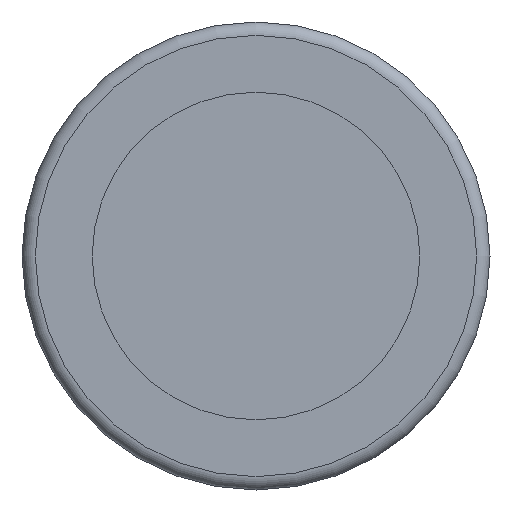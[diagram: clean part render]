
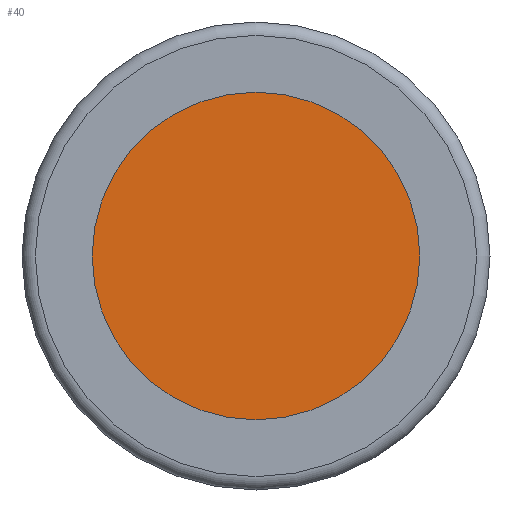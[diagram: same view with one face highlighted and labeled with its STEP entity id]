
A CAD part, front view. The second image highlights one B-rep face of the part: STEP entity #40.
In plain terms, the highlighted planar face has unit normal (0, -1, 0).
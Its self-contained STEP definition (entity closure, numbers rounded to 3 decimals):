
#40 = ADVANCED_FACE( '', ( #87 ), #88, .F. );
#87 = FACE_OUTER_BOUND( '', #148, .T. );
#88 = PLANE( '', #149 );
#148 = EDGE_LOOP( '', ( #205 ) );
#149 = AXIS2_PLACEMENT_3D( '', #206, #207, #208 );
#205 = ORIENTED_EDGE( '', *, *, #280, .T. );
#206 = CARTESIAN_POINT( '', ( -5.6, 0.9, 0. ) );
#207 = DIRECTION( '', ( 0., 1., 0. ) );
#208 = DIRECTION( '', ( 0., 0., 1. ) );
#280 = EDGE_CURVE( '', #307, #307, #308, .T. );
#307 = VERTEX_POINT( '', #345 );
#308 = CIRCLE( '', #346, 5.6 );
#345 = CARTESIAN_POINT( '', ( 0., 0.9, -5.6 ) );
#346 = AXIS2_PLACEMENT_3D( '', #382, #383, #384 );
#382 = CARTESIAN_POINT( '', ( 0., 0.9, 0. ) );
#383 = DIRECTION( '', ( 0., -1., 0. ) );
#384 = DIRECTION( '', ( 0., 0., -1. ) );
